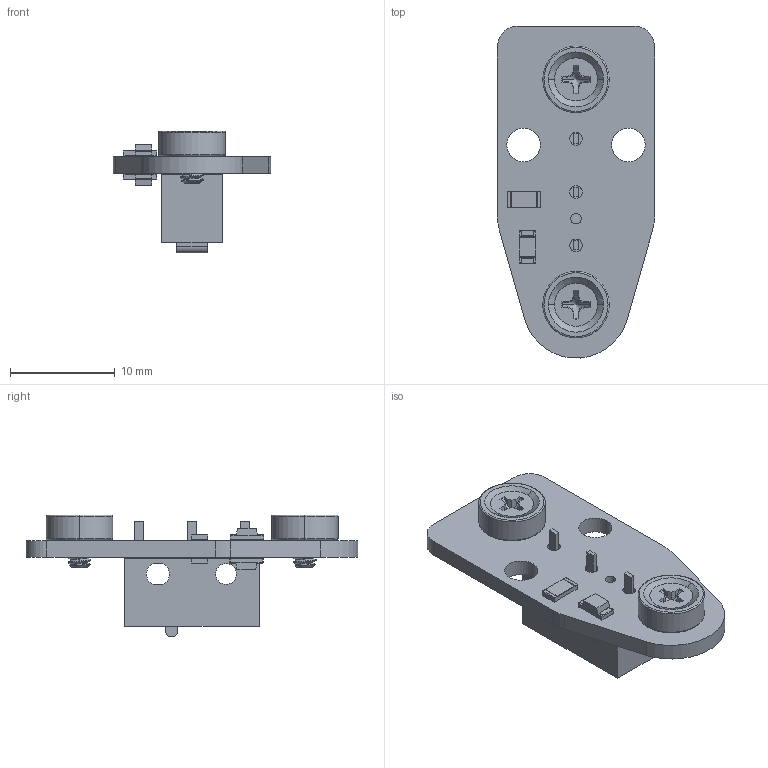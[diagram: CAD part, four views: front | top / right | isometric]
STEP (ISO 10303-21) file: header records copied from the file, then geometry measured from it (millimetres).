
FILE_DESCRIPTION(('KiCad electronic assembly'),'2;1');
FILE_NAME('PROBE-BOARD.step','2020-11-20T21:56:17',('An Author'),( 'A Company'),'Open CASCADE STEP processor 6.9', 'KiCad to STEP converter','Unknown');
FILE_SCHEMA(('AUTOMOTIVE_DESIGN { 1 0 10303 214 1 1 1 1 }'));
Length unit declared in the file: millimetre
Products named in the file (11): Open CASCADE STEP translator 6.9 1; R_1206_3216Metric; SOLID; LED_1206_3216Metric; D2F_F; COMPOUND; mag.pretty
Assembly tree (13 placements, depth 3):
  Open CASCADE STEP translator 6.9 1
    R_1206_3216Metric  x2
      SOLID
    LED_1206_3216Metric  x2
      SOLID
    D2F_F
      COMPOUND
    mag.pretty  x2
      SOLID
      SOLID
    COMPOUND
Bounding box: 15 x 31.68 x 11.62 mm (x, y, z)
Volume: 1228 mm3; surface area: 1976.6 mm2
Topology: 11 solids, 11 shells, 367 faces, 979 edges, 638 vertices
Faces by surface type: plane 200, cylinder 121, cone 34, torus 8, bspline 4
Full cylindrical faces by diameter (mm): 1 x1, 1.2 x3, 2.5 x2, 3.2 x2
Entity records: 20922 total; most frequent: CARTESIAN_POINT 8635, DIRECTION 2006, LINE 1276, VECTOR 1276, ORIENTED_EDGE 1122, PCURVE 1122, DEFINITIONAL_REPRESENTATION 1122, EDGE_CURVE 561
